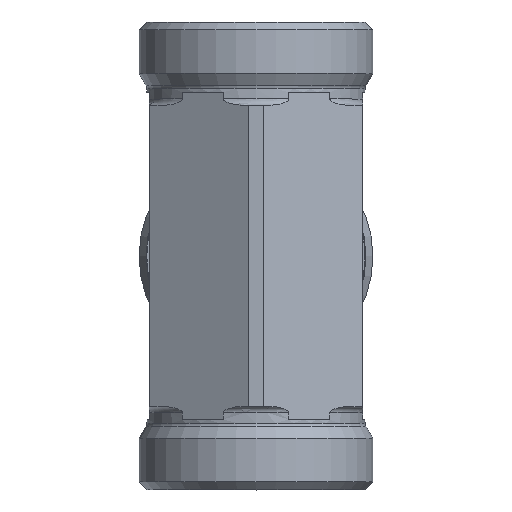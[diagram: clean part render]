
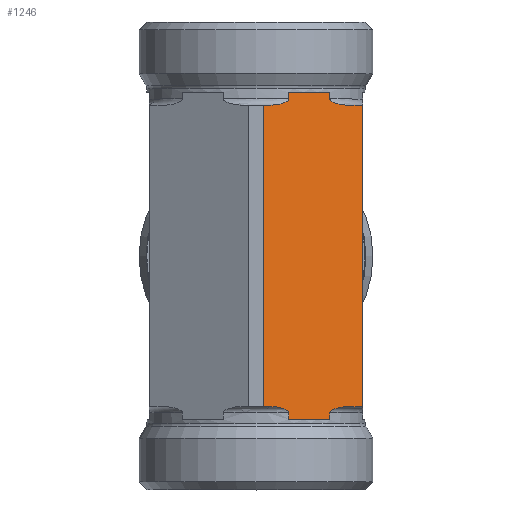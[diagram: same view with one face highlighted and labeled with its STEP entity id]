
A CAD part, top view. The second image highlights one B-rep face of the part: STEP entity #1246.
In plain terms, the highlighted planar face has unit normal (0.5, 0, 0.866).
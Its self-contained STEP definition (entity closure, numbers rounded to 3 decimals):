
#257=CARTESIAN_POINT('',(-13.913,38.544,53.514));
#258=VERTEX_POINT('',#257);
#266=CARTESIAN_POINT('',(-10.48,39.744,51.531));
#267=VERTEX_POINT('',#266);
#268=CARTESIAN_POINT('',(-10.48,39.744,51.531));
#269=CARTESIAN_POINT('',(-10.48,39.704,51.531));
#270=CARTESIAN_POINT('',(-10.49,39.658,51.537));
#271=CARTESIAN_POINT('',(-10.525,39.571,51.557));
#272=CARTESIAN_POINT('',(-10.561,39.519,51.578));
#273=CARTESIAN_POINT('',(-10.75,39.303,51.687));
#274=CARTESIAN_POINT('',(-10.988,39.182,51.825));
#275=CARTESIAN_POINT('',(-11.597,38.907,52.176));
#276=CARTESIAN_POINT('',(-12.06,38.776,52.444));
#277=CARTESIAN_POINT('',(-13.,38.592,52.986));
#278=CARTESIAN_POINT('',(-13.477,38.544,53.261));
#279=CARTESIAN_POINT('',(-13.913,38.544,53.514));
#280=B_SPLINE_CURVE_WITH_KNOTS('',3,(#268,#269,#270,#271,#272,#273,#274,#275,#276,#277,#278,#279),.UNSPECIFIED.,.F.,.U.,(4,2,2,2,2,4),(0.713,0.724,0.741,0.816,0.968,1.119),.UNSPECIFIED.);
#281=EDGE_CURVE('',#267,#258,#280,.T.);
#317=CARTESIAN_POINT('',(-2.59,39.744,46.976));
#318=VERTEX_POINT('',#317);
#326=CARTESIAN_POINT('',(0.844,38.544,44.994));
#327=VERTEX_POINT('',#326);
#328=CARTESIAN_POINT('',(0.844,38.544,44.994));
#329=CARTESIAN_POINT('',(0.407,38.544,45.246));
#330=CARTESIAN_POINT('',(-0.07,38.592,45.521));
#331=CARTESIAN_POINT('',(-1.009,38.776,46.063));
#332=CARTESIAN_POINT('',(-1.473,38.907,46.331));
#333=CARTESIAN_POINT('',(-2.081,39.182,46.682));
#334=CARTESIAN_POINT('',(-2.319,39.303,46.82));
#335=CARTESIAN_POINT('',(-2.508,39.519,46.929));
#336=CARTESIAN_POINT('',(-2.545,39.571,46.95));
#337=CARTESIAN_POINT('',(-2.58,39.658,46.97));
#338=CARTESIAN_POINT('',(-2.59,39.704,46.976));
#339=CARTESIAN_POINT('',(-2.59,39.744,46.976));
#340=B_SPLINE_CURVE_WITH_KNOTS('',3,(#328,#329,#330,#331,#332,#333,#334,#335,#336,#337,#338,#339),.UNSPECIFIED.,.F.,.U.,(4,2,2,2,2,4),(0.306,0.457,0.609,0.684,0.701,0.713),.UNSPECIFIED.);
#341=EDGE_CURVE('',#327,#318,#340,.T.);
#652=CARTESIAN_POINT('',(-10.48,41.044,51.531));
#653=VERTEX_POINT('',#652);
#654=CARTESIAN_POINT('',(-10.48,41.044,51.531));
#655=DIRECTION('',(0.0,-1.0,0.0));
#656=VECTOR('',#655,1.3);
#657=LINE('',#654,#656);
#658=EDGE_CURVE('',#653,#267,#657,.T.);
#660=CARTESIAN_POINT('',(-2.59,41.044,46.976));
#661=VERTEX_POINT('',#660);
#669=CARTESIAN_POINT('',(-2.59,39.744,46.976));
#670=DIRECTION('',(0.0,1.0,0.0));
#671=VECTOR('',#670,1.3);
#672=LINE('',#669,#671);
#673=EDGE_CURVE('',#318,#661,#672,.T.);
#905=CARTESIAN_POINT('',(3.715,38.544,43.336));
#906=VERTEX_POINT('',#905);
#913=CARTESIAN_POINT('',(3.715,-19.456,43.336));
#914=VERTEX_POINT('',#913);
#915=CARTESIAN_POINT('',(3.715,38.544,43.336));
#916=DIRECTION('',(0.0,-1.0,0.0));
#917=VECTOR('',#916,58.);
#918=LINE('',#915,#917);
#919=EDGE_CURVE('',#906,#914,#918,.T.);
#1118=CARTESIAN_POINT('',(3.715,38.544,43.336));
#1119=DIRECTION('',(-0.866,0.0,0.5));
#1120=VECTOR('',#1119,3.316);
#1121=LINE('',#1118,#1120);
#1122=EDGE_CURVE('',#906,#327,#1121,.T.);
#1135=CARTESIAN_POINT('',(-2.59,41.044,46.976));
#1136=DIRECTION('',(-0.866,0.0,0.5));
#1137=VECTOR('',#1136,9.11);
#1138=LINE('',#1135,#1137);
#1139=EDGE_CURVE('',#661,#653,#1138,.T.);
#1144=CARTESIAN_POINT('',(-15.285,9.544,54.305));
#1145=DIRECTION('',(0.5,0.0,0.866));
#1146=DIRECTION('',(0.866,0.0,-0.5));
#1147=AXIS2_PLACEMENT_3D('',#1144,#1145,#1146);
#1148=PLANE('',#1147);
#1149=ORIENTED_EDGE('',*,*,#1122,.T.);
#1150=ORIENTED_EDGE('',*,*,#341,.T.);
#1151=ORIENTED_EDGE('',*,*,#673,.T.);
#1152=ORIENTED_EDGE('',*,*,#1139,.T.);
#1153=ORIENTED_EDGE('',*,*,#658,.T.);
#1154=ORIENTED_EDGE('',*,*,#281,.T.);
#1155=CARTESIAN_POINT('',(-15.285,38.544,54.305));
#1156=VERTEX_POINT('',#1155);
#1157=CARTESIAN_POINT('',(-13.913,38.544,53.514));
#1158=DIRECTION('',(-0.866,0.0,0.5));
#1159=VECTOR('',#1158,1.584);
#1160=LINE('',#1157,#1159);
#1161=EDGE_CURVE('',#258,#1156,#1160,.T.);
#1162=ORIENTED_EDGE('',*,*,#1161,.T.);
#1163=CARTESIAN_POINT('',(-15.285,-19.456,54.305));
#1164=VERTEX_POINT('',#1163);
#1165=CARTESIAN_POINT('',(-15.285,38.544,54.305));
#1166=DIRECTION('',(0.0,-1.0,0.0));
#1167=VECTOR('',#1166,58.);
#1168=LINE('',#1165,#1167);
#1169=EDGE_CURVE('',#1156,#1164,#1168,.T.);
#1170=ORIENTED_EDGE('',*,*,#1169,.T.);
#1171=CARTESIAN_POINT('',(-13.913,-19.456,53.514));
#1172=VERTEX_POINT('',#1171);
#1173=CARTESIAN_POINT('',(-15.285,-19.456,54.305));
#1174=DIRECTION('',(0.866,0.0,-0.5));
#1175=VECTOR('',#1174,1.584);
#1176=LINE('',#1173,#1175);
#1177=EDGE_CURVE('',#1164,#1172,#1176,.T.);
#1178=ORIENTED_EDGE('',*,*,#1177,.T.);
#1179=CARTESIAN_POINT('',(-10.48,-20.656,51.531));
#1180=VERTEX_POINT('',#1179);
#1181=CARTESIAN_POINT('',(-13.913,-19.456,53.514));
#1182=CARTESIAN_POINT('',(-13.477,-19.456,53.261));
#1183=CARTESIAN_POINT('',(-13.,-19.504,52.986));
#1184=CARTESIAN_POINT('',(-12.06,-19.688,52.444));
#1185=CARTESIAN_POINT('',(-11.597,-19.82,52.176));
#1186=CARTESIAN_POINT('',(-10.988,-20.094,51.825));
#1187=CARTESIAN_POINT('',(-10.75,-20.216,51.687));
#1188=CARTESIAN_POINT('',(-10.561,-20.431,51.578));
#1189=CARTESIAN_POINT('',(-10.525,-20.484,51.557));
#1190=CARTESIAN_POINT('',(-10.49,-20.57,51.537));
#1191=CARTESIAN_POINT('',(-10.48,-20.617,51.531));
#1192=CARTESIAN_POINT('',(-10.48,-20.656,51.531));
#1193=B_SPLINE_CURVE_WITH_KNOTS('',3,(#1181,#1182,#1183,#1184,#1185,#1186,#1187,#1188,#1189,#1190,#1191,#1192),.UNSPECIFIED.,.F.,.U.,(4,2,2,2,2,4),(0.306,0.457,0.609,0.684,0.701,0.713),.UNSPECIFIED.);
#1194=EDGE_CURVE('',#1172,#1180,#1193,.T.);
#1195=ORIENTED_EDGE('',*,*,#1194,.T.);
#1196=CARTESIAN_POINT('',(-10.48,-21.956,51.531));
#1197=VERTEX_POINT('',#1196);
#1198=CARTESIAN_POINT('',(-10.48,-20.656,51.531));
#1199=DIRECTION('',(0.0,-1.0,0.0));
#1200=VECTOR('',#1199,1.3);
#1201=LINE('',#1198,#1200);
#1202=EDGE_CURVE('',#1180,#1197,#1201,.T.);
#1203=ORIENTED_EDGE('',*,*,#1202,.T.);
#1204=CARTESIAN_POINT('',(-2.59,-21.956,46.976));
#1205=VERTEX_POINT('',#1204);
#1206=CARTESIAN_POINT('',(-10.48,-21.956,51.531));
#1207=DIRECTION('',(0.866,0.0,-0.5));
#1208=VECTOR('',#1207,9.11);
#1209=LINE('',#1206,#1208);
#1210=EDGE_CURVE('',#1197,#1205,#1209,.T.);
#1211=ORIENTED_EDGE('',*,*,#1210,.T.);
#1212=CARTESIAN_POINT('',(-2.59,-20.656,46.976));
#1213=VERTEX_POINT('',#1212);
#1214=CARTESIAN_POINT('',(-2.59,-21.956,46.976));
#1215=DIRECTION('',(0.0,1.0,0.0));
#1216=VECTOR('',#1215,1.3);
#1217=LINE('',#1214,#1216);
#1218=EDGE_CURVE('',#1205,#1213,#1217,.T.);
#1219=ORIENTED_EDGE('',*,*,#1218,.T.);
#1220=CARTESIAN_POINT('',(0.844,-19.456,44.994));
#1221=VERTEX_POINT('',#1220);
#1222=CARTESIAN_POINT('',(-2.59,-20.656,46.976));
#1223=CARTESIAN_POINT('',(-2.59,-20.617,46.976));
#1224=CARTESIAN_POINT('',(-2.58,-20.57,46.97));
#1225=CARTESIAN_POINT('',(-2.545,-20.484,46.95));
#1226=CARTESIAN_POINT('',(-2.508,-20.431,46.929));
#1227=CARTESIAN_POINT('',(-2.319,-20.216,46.82));
#1228=CARTESIAN_POINT('',(-2.081,-20.094,46.682));
#1229=CARTESIAN_POINT('',(-1.473,-19.82,46.331));
#1230=CARTESIAN_POINT('',(-1.009,-19.688,46.063));
#1231=CARTESIAN_POINT('',(-0.07,-19.504,45.521));
#1232=CARTESIAN_POINT('',(0.407,-19.456,45.246));
#1233=CARTESIAN_POINT('',(0.844,-19.456,44.994));
#1234=B_SPLINE_CURVE_WITH_KNOTS('',3,(#1222,#1223,#1224,#1225,#1226,#1227,#1228,#1229,#1230,#1231,#1232,#1233),.UNSPECIFIED.,.F.,.U.,(4,2,2,2,2,4),(-0.713,-0.701,-0.684,-0.609,-0.457,-0.306),.UNSPECIFIED.);
#1235=EDGE_CURVE('',#1213,#1221,#1234,.T.);
#1236=ORIENTED_EDGE('',*,*,#1235,.T.);
#1237=CARTESIAN_POINT('',(0.844,-19.456,44.994));
#1238=DIRECTION('',(0.866,0.0,-0.5));
#1239=VECTOR('',#1238,3.316);
#1240=LINE('',#1237,#1239);
#1241=EDGE_CURVE('',#1221,#914,#1240,.T.);
#1242=ORIENTED_EDGE('',*,*,#1241,.T.);
#1243=ORIENTED_EDGE('',*,*,#919,.F.);
#1244=EDGE_LOOP('',(#1149,#1150,#1151,#1152,#1153,#1154,#1162,#1170,#1178,#1195,#1203,#1211,#1219,#1236,#1242,#1243));
#1245=FACE_OUTER_BOUND('',#1244,.T.);
#1246=ADVANCED_FACE('',(#1245),#1148,.T.);
